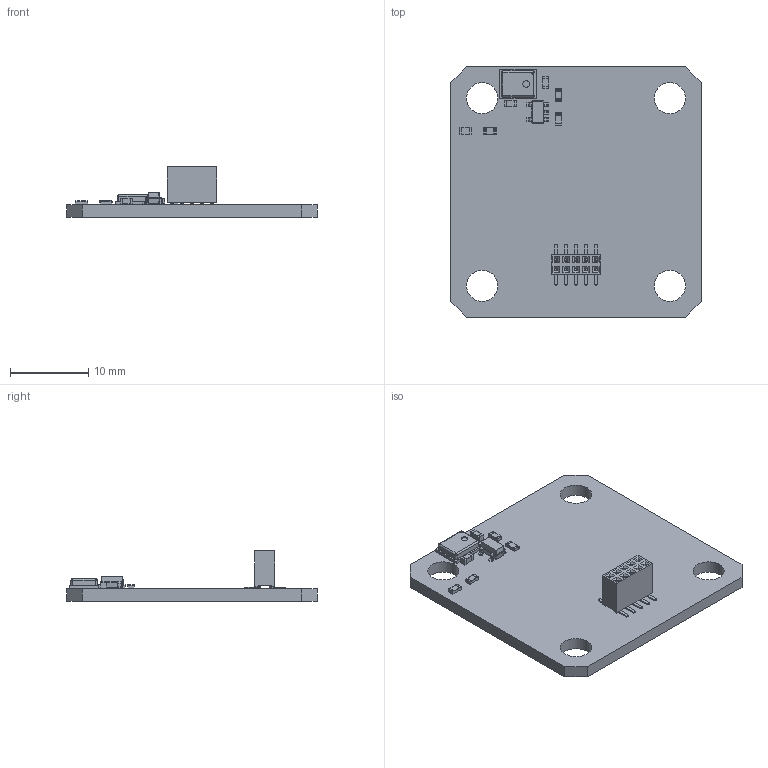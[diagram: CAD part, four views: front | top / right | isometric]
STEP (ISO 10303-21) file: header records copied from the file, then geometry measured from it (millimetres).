
FILE_DESCRIPTION(('KiCad electronic assembly'),'2;1');
FILE_NAME('FLipMouse_sensor.step','2019-03-19T07:59:37',('An Author'),( 'A Company'),'Open CASCADE STEP processor 6.9', 'KiCad to STEP converter','Unknown');
FILE_SCHEMA(('AUTOMOTIVE_DESIGN { 1 0 10303 214 1 1 1 1 }'));
Length unit declared in the file: millimetre
Products named in the file (12): Open CASCADE STEP translator 6.9 1; PinSocket_2x05_P1.27mm_Vertical_SMD; SOLID; C_0603_1608Metric; ST_HLGA-6_3.76x4.72mm_P1.65mm; R_0603_1608Metric; SOT-23-5; COMPOUND
Assembly tree (15 placements, depth 3):
  Open CASCADE STEP translator 6.9 1
    PinSocket_2x05_P1.27mm_Vertical_SMD
      SOLID
    C_0603_1608Metric  x2
      SOLID
    ST_HLGA-6_3.76x4.72mm_P1.65mm
      SOLID
    R_0603_1608Metric  x4
      SOLID
    SOT-23-5
      SOLID
    COMPOUND
Bounding box: 32 x 32 x 6.47 mm (x, y, z)
Volume: 1642.1 mm3; surface area: 2529.3 mm2
Topology: 10 solids, 10 shells, 686 faces, 1725 edges, 1096 vertices
Faces by surface type: plane 525, cylinder 128, bspline 29, sphere 4
Full cylindrical faces by diameter (mm): 0.2 x1, 0.25 x1, 0.85 x1, 0.91 x5, 4 x4
Entity records: 40242 total; most frequent: CARTESIAN_POINT 6767, DIRECTION 5462, LINE 3882, VECTOR 3882, ORIENTED_EDGE 2890, PCURVE 2890, DEFINITIONAL_REPRESENTATION 2890, EDGE_CURVE 1445
